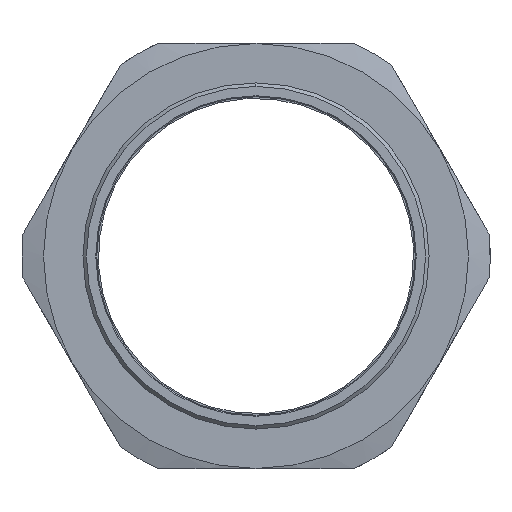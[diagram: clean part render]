
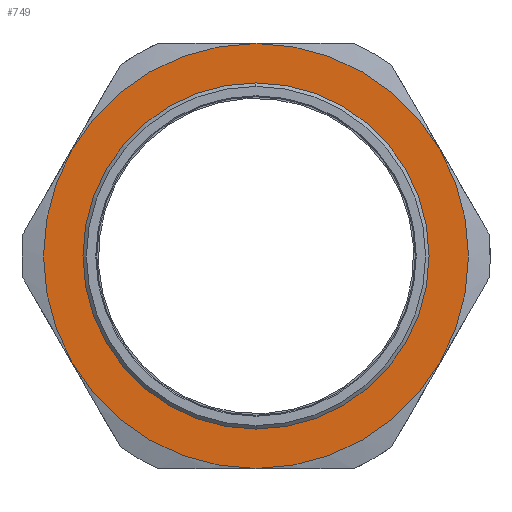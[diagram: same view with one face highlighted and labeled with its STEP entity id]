
A CAD part, left-side view. The second image highlights one B-rep face of the part: STEP entity #749.
In plain terms, the highlighted planar face has unit normal (-1, 0, 0).
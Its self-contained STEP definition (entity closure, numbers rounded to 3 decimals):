
#107 = FACE_BOUND ( 'NONE', #1629, .T. ) ;
#145 = DIRECTION ( 'NONE',  ( 1., 0., 0. ) ) ;
#191 = CARTESIAN_POINT ( 'NONE',  ( 24., 0., 0. ) ) ;
#309 = FACE_OUTER_BOUND ( 'NONE', #845, .T. ) ;
#314 = CIRCLE ( 'NONE', #1969, 50. ) ;
#349 = DIRECTION ( 'NONE',  ( 1., 0., 0. ) ) ;
#463 = EDGE_CURVE ( 'NONE', #3384, #608, #2569, .T. ) ;
#523 = DIRECTION ( 'NONE',  ( 0., 0., 1. ) ) ;
#534 = AXIS2_PLACEMENT_3D ( 'NONE', #598, #2893, #917 ) ;
#598 = CARTESIAN_POINT ( 'NONE',  ( 24., 0., 0. ) ) ;
#608 = VERTEX_POINT ( 'NONE', #2026 ) ;
#749 = ADVANCED_FACE ( 'NONE', ( #309, #107 ), #3639, .F. ) ;
#845 = EDGE_LOOP ( 'NONE', ( #2961, #1499 ) ) ;
#917 = DIRECTION ( 'NONE',  ( 0., 0., 1. ) ) ;
#996 = AXIS2_PLACEMENT_3D ( 'NONE', #2108, #145, #2441 ) ;
#1039 = CIRCLE ( 'NONE', #534, 50. ) ;
#1372 = DIRECTION ( 'NONE',  ( 1., 0., 0. ) ) ;
#1441 = EDGE_CURVE ( 'NONE', #3548, #2270, #1039, .T. ) ;
#1499 = ORIENTED_EDGE ( 'NONE', *, *, #2785, .F. ) ;
#1587 = ORIENTED_EDGE ( 'NONE', *, *, #1819, .F. ) ;
#1629 = EDGE_LOOP ( 'NONE', ( #1587, #3744 ) ) ;
#1785 = AXIS2_PLACEMENT_3D ( 'NONE', #2312, #349, #2640 ) ;
#1819 = EDGE_CURVE ( 'NONE', #2270, #3548, #314, .T. ) ;
#1969 = AXIS2_PLACEMENT_3D ( 'NONE', #191, #2488, #523 ) ;
#2026 = CARTESIAN_POINT ( 'NONE',  ( 24., 0., 61.4 ) ) ;
#2108 = CARTESIAN_POINT ( 'NONE',  ( 24., 0., 0. ) ) ;
#2212 = CARTESIAN_POINT ( 'NONE',  ( 24., 0., -50. ) ) ;
#2270 = VERTEX_POINT ( 'NONE', #2212 ) ;
#2312 = CARTESIAN_POINT ( 'NONE',  ( 24., 0., 0. ) ) ;
#2441 = DIRECTION ( 'NONE',  ( 0., 0., -1. ) ) ;
#2488 = DIRECTION ( 'NONE',  ( -1., 0., 0. ) ) ;
#2569 = CIRCLE ( 'NONE', #1785, 61.4 ) ;
#2584 = AXIS2_PLACEMENT_3D ( 'NONE', #2684, #1372, #3662 ) ;
#2620 = CIRCLE ( 'NONE', #996, 61.4 ) ;
#2640 = DIRECTION ( 'NONE',  ( 0., 0., -1. ) ) ;
#2684 = CARTESIAN_POINT ( 'NONE',  ( 24., 0., -68.15 ) ) ;
#2785 = EDGE_CURVE ( 'NONE', #608, #3384, #2620, .T. ) ;
#2893 = DIRECTION ( 'NONE',  ( -1., 0., 0. ) ) ;
#2961 = ORIENTED_EDGE ( 'NONE', *, *, #463, .F. ) ;
#3201 = CARTESIAN_POINT ( 'NONE',  ( 24., 0., 50. ) ) ;
#3384 = VERTEX_POINT ( 'NONE', #3772 ) ;
#3548 = VERTEX_POINT ( 'NONE', #3201 ) ;
#3639 = PLANE ( 'NONE',  #2584 ) ;
#3662 = DIRECTION ( 'NONE',  ( 0., 0., -1. ) ) ;
#3744 = ORIENTED_EDGE ( 'NONE', *, *, #1441, .F. ) ;
#3772 = CARTESIAN_POINT ( 'NONE',  ( 24., 0., -61.4 ) ) ;
